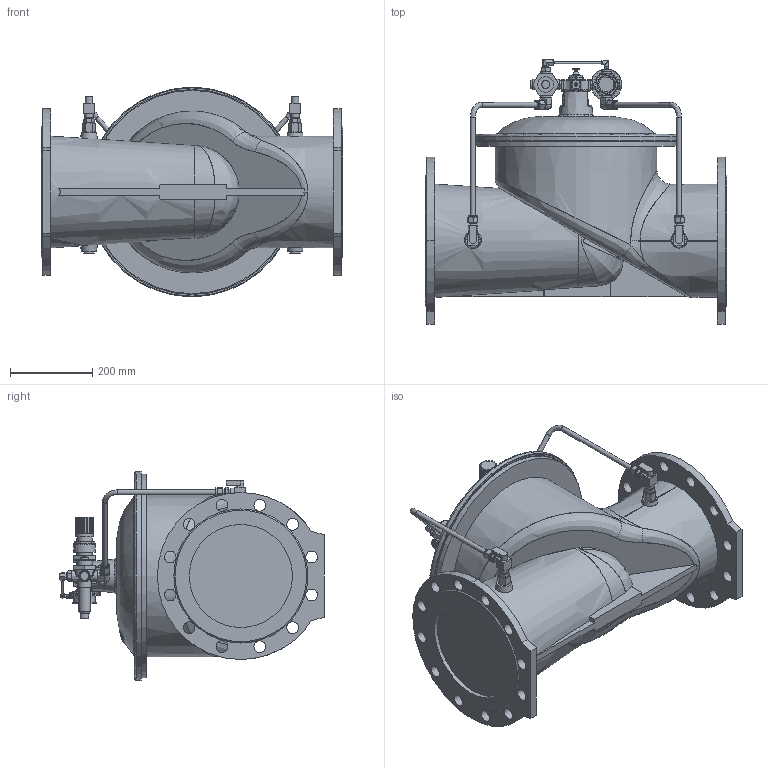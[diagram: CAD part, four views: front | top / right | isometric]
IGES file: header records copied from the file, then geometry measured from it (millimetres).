
Start section: SolidWorks IGES file using analytic representation for surfaces
Global section: file name: O_859_00_DN250_114XX10_AA0_igs.igs; native system: SolidWorks 2012; preprocessor: SolidWorks 2012; author: pbm; date: 170109.080255; units: millimetre
Bounding box: 730 x 642 x 507 mm (x, y, z)
Surface area: 1735298.6 mm2 (no closed solid volume)
Topology: 0 solids, 0 shells, 1231 faces, 6015 edges, 5789 vertices
Faces by surface type: bspline 680, revolution 551
